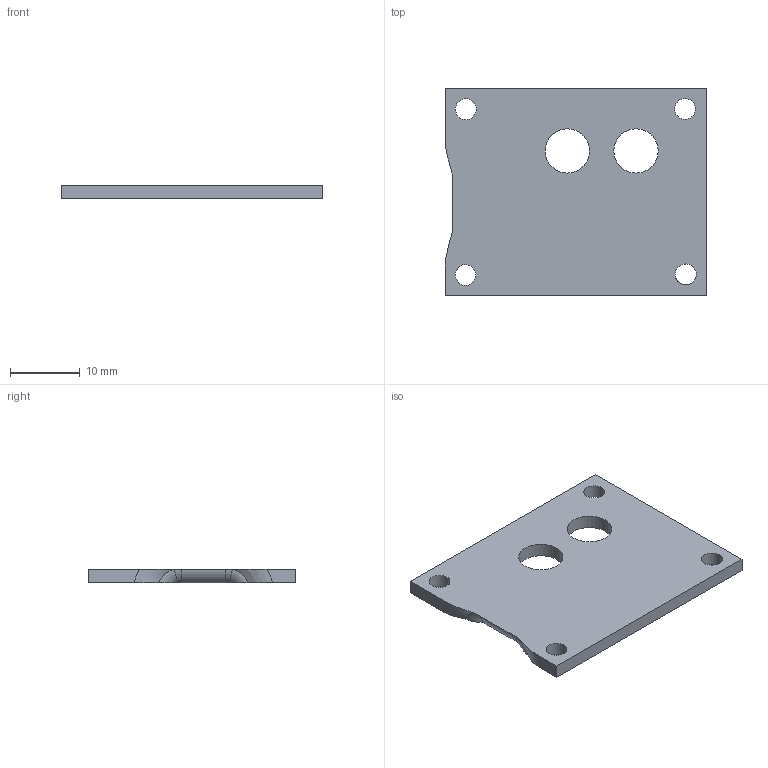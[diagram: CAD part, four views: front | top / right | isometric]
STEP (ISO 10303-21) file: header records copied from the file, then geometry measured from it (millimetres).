
FILE_DESCRIPTION(/* description */ (''),/* implementation_level */ '2;1');
FILE_NAME(/* name */ 'top.step',/* time_stamp */ '2025-06-11T22:26:18-04:00',/* author */ (''),/* organization */ (''),/* preprocessor_version */ 'ST-DEVELOPER v20.1',/* originating_system */ 'Autodesk Translation Framework v14.10.0.0',/* authorisation */ '');
FILE_SCHEMA (('AUTOMOTIVE_DESIGN { 1 0 10303 214 3 1 1 }'));
Length unit declared in the file: millimetre
Products named in the file (2): Enclosure; Top
Assembly tree (1 placements, depth 2):
  Enclosure
    Top
Bounding box: 37.5 x 29.76 x 2 mm (x, y, z)
Volume: 2012.6 mm3; surface area: 2439 mm2
Topology: 1 solids, 1 shells, 24 faces, 64 edges, 42 vertices
Faces by surface type: cylinder 9, plane 8, torus 5, bspline 2
Full cylindrical faces by diameter (mm): 3 x3, 6.35 x2
Entity records: 969 total; most frequent: CARTESIAN_POINT 279, DIRECTION 130, ORIENTED_EDGE 128, EDGE_CURVE 64, AXIS2_PLACEMENT_3D 51, VERTEX_POINT 42, EDGE_LOOP 36, LINE 28
